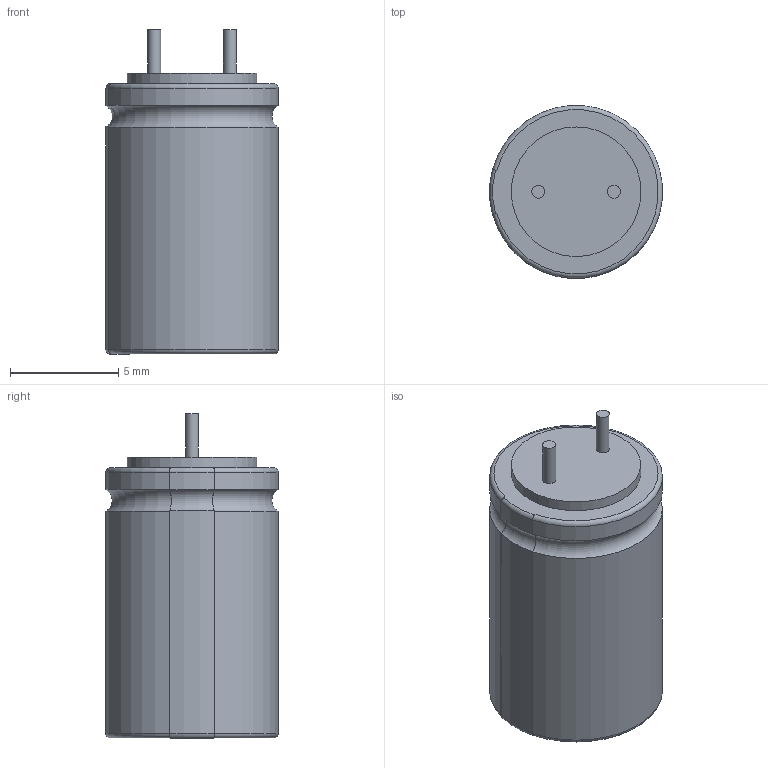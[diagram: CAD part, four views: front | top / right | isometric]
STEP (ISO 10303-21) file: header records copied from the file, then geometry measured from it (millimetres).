
FILE_DESCRIPTION(/* description */ (''),/* implementation_level */ '2;1');
FILE_NAME(/* name */ 'CPOL-D8-H11_5-P3_5.stp',/* time_stamp */ '2020-03-13T17:46:46+09:00',/* author */ ('yusaku'),/* organization */ (''),/* preprocessor_version */ 'ST-DEVELOPER v18',/* originating_system */ 'Autodesk Inventor 2020',/* authorisation */ '');
FILE_SCHEMA (('AUTOMOTIVE_DESIGN { 1 0 10303 214 3 1 1 }'));
Length unit declared in the file: millimetre
Products named in the file (1): CPOL-D8-H11_5-P3_5
Bounding box: 7.98 x 7.97 x 15.01 mm (x, y, z)
Volume: 636.7 mm3; surface area: 434.9 mm2
Topology: 1 solids, 1 shells, 39 faces, 108 edges, 74 vertices
Faces by surface type: plane 21, cylinder 12, torus 6
Full cylindrical faces by diameter (mm): 0.6 x2, 6 x2
Entity records: 1372 total; most frequent: DIRECTION 244, CARTESIAN_POINT 222, ORIENTED_EDGE 216, EDGE_CURVE 108, AXIS2_PLACEMENT_3D 96, VERTEX_POINT 74, CIRCLE 56, LINE 52
